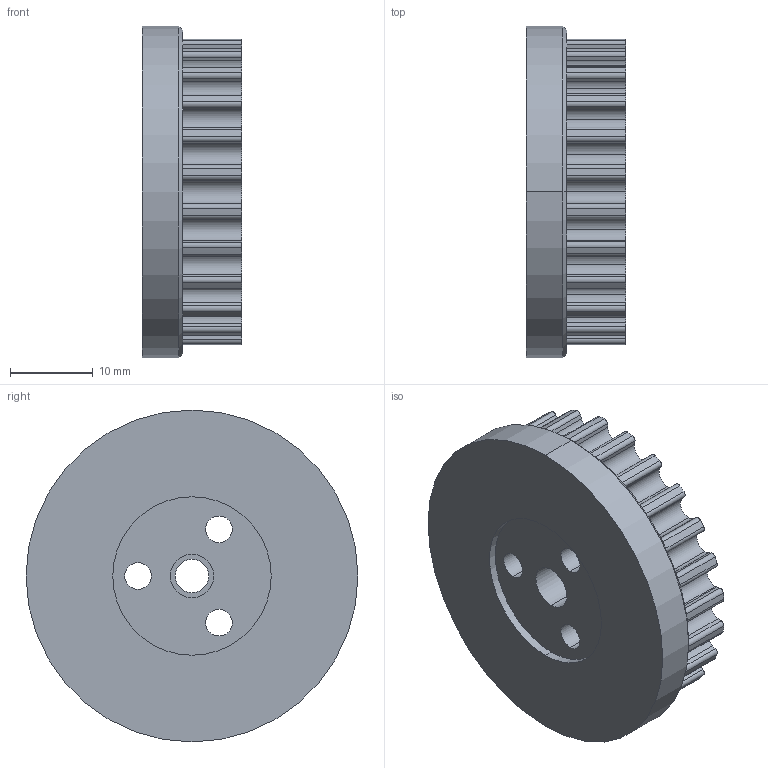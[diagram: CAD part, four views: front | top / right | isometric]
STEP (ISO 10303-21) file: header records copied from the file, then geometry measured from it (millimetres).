
FILE_DESCRIPTION (( 'STEP AP214' ), '1' );
FILE_NAME ('24t Disk Motor Pulley - McMasterHTD5.STEP', '2024-10-22T01:51:47', ( '' ), ( '' ), 'SwSTEP 2.0', 'SolidWorks 2024', '' );
FILE_SCHEMA (( 'AUTOMOTIVE_DESIGN' ));
Length unit declared in the file: millimetre
Products named in the file (1): 24t Disk Motor Pulley - McMasterHTD5
Bounding box: 12 x 40 x 40 mm (x, y, z)
Volume: 9907.8 mm3; surface area: 5614.1 mm2
Topology: 1 solids, 1 shells, 236 faces, 682 edges, 449 vertices
Faces by surface type: cylinder 171, plane 57, cone 8
Entity records: 7929 total; most frequent: DIRECTION 1500, CARTESIAN_POINT 1362, ORIENTED_EDGE 1352, EDGE_CURVE 676, AXIS2_PLACEMENT_3D 587, VERTEX_POINT 449, CIRCLE 350, VECTOR 326
